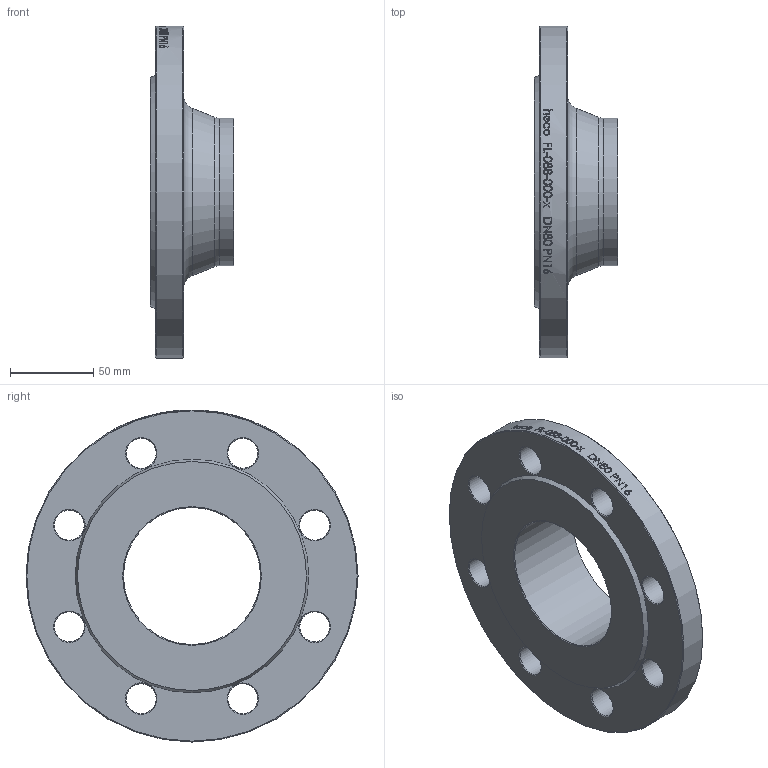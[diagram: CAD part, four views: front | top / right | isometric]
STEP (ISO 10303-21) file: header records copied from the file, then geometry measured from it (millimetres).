
FILE_DESCRIPTION (( 'STEP AP214' ), '1' );
FILE_NAME ('FL-088-000-x Vorschweissflansch DN80 PN16 iso DIN2633 2009.STEP', '2020-09-14T16:08:44', ( '' ), ( '' ), 'SwSTEP 2.0', 'SolidWorks 2019', '' );
FILE_SCHEMA (( 'AUTOMOTIVE_DESIGN' ));
Length unit declared in the file: millimetre
Products named in the file (1): FL-088-000-x Vorschweissflansch DN80 PN16 iso DIN2633 2009
Bounding box: 50 x 200 x 200 mm (x, y, z)
Volume: 489065.1 mm3; surface area: 86018.6 mm2
Topology: 1 solids, 1 shells, 78 faces, 339 edges, 305 vertices
Faces by surface type: cylinder 51, cone 21, plane 4, torus 2
Full cylindrical faces by diameter (mm): 18 x8, 82.5 x1, 88.9 x1, 200 x1
Entity records: 9332 total; most frequent: CARTESIAN_POINT 6486, ORIENTED_EDGE 590, DIRECTION 368, VERTEX_POINT 295, EDGE_CURVE 295, B_SPLINE_CURVE_WITH_KNOTS 173, EDGE_LOOP 172, AXIS2_PLACEMENT_3D 167
